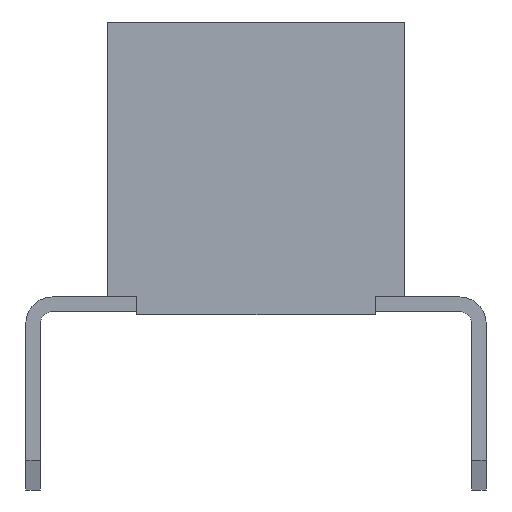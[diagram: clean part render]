
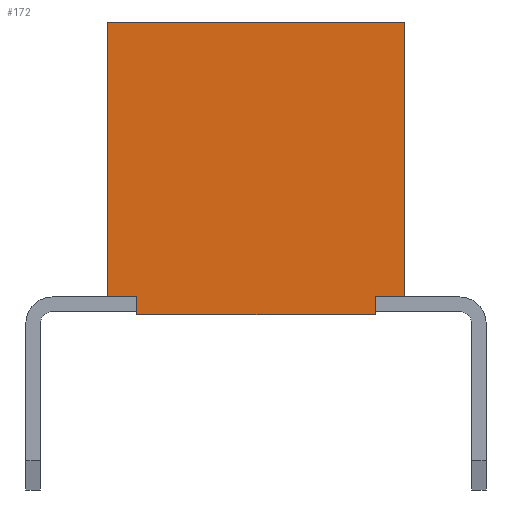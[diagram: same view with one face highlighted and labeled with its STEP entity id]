
A CAD part, left-side view. The second image highlights one B-rep face of the part: STEP entity #172.
In plain terms, the highlighted planar face has unit normal (-1, 0, 0).
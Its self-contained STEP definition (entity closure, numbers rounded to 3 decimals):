
#172=ADVANCED_FACE('',(#728),#468,.T.);
#468=PLANE('',#5827);
#728=FACE_OUTER_BOUND('',#1044,.T.);
#1044=EDGE_LOOP('',(#1584,#1585,#1586,#1587,#1588,#1589,#1590,#1591));
#1584=ORIENTED_EDGE('',*,*,#3731,.T.);
#1585=ORIENTED_EDGE('',*,*,#3729,.T.);
#1586=ORIENTED_EDGE('',*,*,#3739,.F.);
#1587=ORIENTED_EDGE('',*,*,#3621,.T.);
#1588=ORIENTED_EDGE('',*,*,#3740,.T.);
#1589=ORIENTED_EDGE('',*,*,#3741,.T.);
#1590=ORIENTED_EDGE('',*,*,#3742,.F.);
#1591=ORIENTED_EDGE('',*,*,#3617,.T.);
#3097=VERTEX_POINT('',#7927);
#3098=VERTEX_POINT('',#7929);
#3101=VERTEX_POINT('',#7935);
#3102=VERTEX_POINT('',#7937);
#3207=VERTEX_POINT('',#8148);
#3209=VERTEX_POINT('',#8152);
#3210=VERTEX_POINT('',#8167);
#3211=VERTEX_POINT('',#8169);
#3617=EDGE_CURVE('',#3098,#3097,#4439,.T.);
#3621=EDGE_CURVE('',#3102,#3101,#4443,.T.);
#3729=EDGE_CURVE('',#3207,#3209,#4551,.T.);
#3731=EDGE_CURVE('',#3097,#3207,#4553,.T.);
#3739=EDGE_CURVE('',#3102,#3209,#4561,.T.);
#3740=EDGE_CURVE('',#3101,#3210,#4562,.T.);
#3741=EDGE_CURVE('',#3210,#3211,#4563,.T.);
#3742=EDGE_CURVE('',#3098,#3211,#4564,.T.);
#4439=LINE('',#7928,#5189);
#4443=LINE('',#7936,#5193);
#4551=LINE('',#8153,#5301);
#4553=LINE('',#8156,#5303);
#4561=LINE('',#8165,#5311);
#4562=LINE('',#8166,#5312);
#4563=LINE('',#8168,#5313);
#4564=LINE('',#8170,#5314);
#5189=VECTOR('',#6324,1.);
#5193=VECTOR('',#6328,1.);
#5301=VECTOR('',#6438,1.);
#5303=VECTOR('',#6442,1.);
#5311=VECTOR('',#6452,1.);
#5312=VECTOR('',#6453,1.);
#5313=VECTOR('',#6454,1.);
#5314=VECTOR('',#6455,1.);
#5827=AXIS2_PLACEMENT_3D('',#8171,#6456,#6457);
#6324=DIRECTION('',(0.,-1.,0.));
#6328=DIRECTION('',(0.,-1.,0.));
#6438=DIRECTION('',(0.,1.,0.));
#6442=DIRECTION('',(0.,0.,1.));
#6452=DIRECTION('',(0.,0.,1.));
#6453=DIRECTION('',(0.,0.,-1.));
#6454=DIRECTION('',(0.,-1.,0.));
#6455=DIRECTION('',(0.,0.,-1.));
#6456=DIRECTION('',(-1.,0.,0.));
#6457=DIRECTION('',(0.,0.,1.));
#7927=CARTESIAN_POINT('',(0.,0.,0.));
#7928=CARTESIAN_POINT('',(0.,2.54,0.));
#7929=CARTESIAN_POINT('',(0.,0.5,0.));
#7935=CARTESIAN_POINT('',(0.,4.58,0.));
#7936=CARTESIAN_POINT('',(0.,2.54,0.));
#7937=CARTESIAN_POINT('',(0.,5.08,0.));
#8148=CARTESIAN_POINT('',(0.,0.,4.7));
#8152=CARTESIAN_POINT('',(0.,5.08,4.7));
#8153=CARTESIAN_POINT('',(0.,2.54,4.7));
#8156=CARTESIAN_POINT('',(0.,0.,0.));
#8165=CARTESIAN_POINT('',(0.,5.08,0.));
#8166=CARTESIAN_POINT('',(0.,4.58,-0.3));
#8167=CARTESIAN_POINT('',(0.,4.58,-0.3));
#8168=CARTESIAN_POINT('',(0.,4.58,-0.3));
#8169=CARTESIAN_POINT('',(0.,0.5,-0.3));
#8170=CARTESIAN_POINT('',(0.,0.5,-0.3));
#8171=CARTESIAN_POINT('',(0.,2.54,0.));
